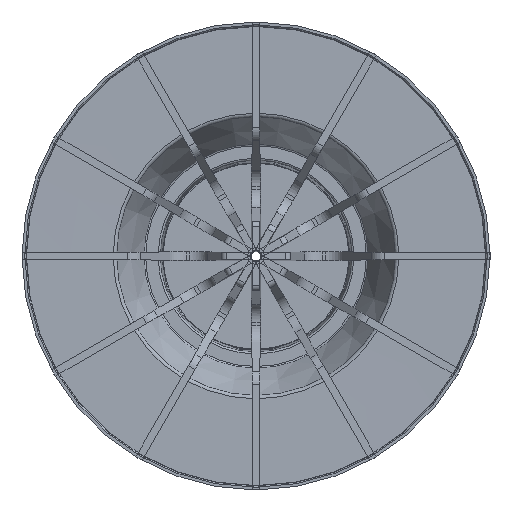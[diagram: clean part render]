
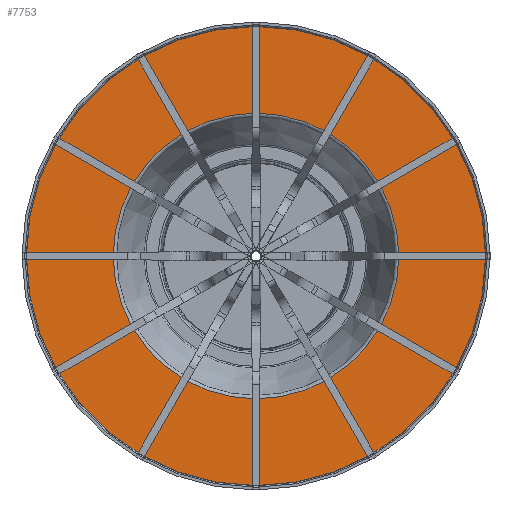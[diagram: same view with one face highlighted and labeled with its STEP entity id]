
A CAD part, top view. The second image highlights one B-rep face of the part: STEP entity #7753.
In plain terms, the highlighted conical face has half-angle 89.5 degrees and reference radius 994.756 mm.
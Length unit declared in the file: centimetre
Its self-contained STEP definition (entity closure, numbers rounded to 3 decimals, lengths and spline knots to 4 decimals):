
#511=LINE('',#11496,#1327);
#1327=VECTOR('',#9077,99.4756);
#2143=CONICAL_SURFACE('',#8222,99.4756,1.562);
#2185=FACE_OUTER_BOUND('',#2617,.T.);
#2617=EDGE_LOOP('',(#5156,#5157,#5158,#5159,#5160,#5161));
#3060=CIRCLE('',#8219,76.2964);
#3061=CIRCLE('',#8220,76.2964);
#3063=CIRCLE('',#8223,122.6548);
#3064=CIRCLE('',#8224,122.6548);
#3124=VERTEX_POINT('',#11489);
#3125=VERTEX_POINT('',#11490);
#3126=VERTEX_POINT('',#11495);
#3127=VERTEX_POINT('',#11497);
#3930=EDGE_CURVE('',#3124,#3125,#3060,.T.);
#3931=EDGE_CURVE('',#3125,#3124,#3061,.T.);
#3933=EDGE_CURVE('',#3124,#3126,#511,.T.);
#3934=EDGE_CURVE('',#3127,#3126,#3063,.T.);
#3935=EDGE_CURVE('',#3126,#3127,#3064,.T.);
#5156=ORIENTED_EDGE('',*,*,#3930,.T.);
#5157=ORIENTED_EDGE('',*,*,#3931,.T.);
#5158=ORIENTED_EDGE('',*,*,#3933,.T.);
#5159=ORIENTED_EDGE('',*,*,#3934,.F.);
#5160=ORIENTED_EDGE('',*,*,#3935,.F.);
#5161=ORIENTED_EDGE('',*,*,#3933,.F.);
#7753=ADVANCED_FACE('',(#2185),#2143,.F.);
#8219=AXIS2_PLACEMENT_3D('',#11491,#9069,#9070);
#8220=AXIS2_PLACEMENT_3D('',#11492,#9071,#9072);
#8222=AXIS2_PLACEMENT_3D('',#11494,#9075,#9076);
#8223=AXIS2_PLACEMENT_3D('',#11498,#9078,#9079);
#8224=AXIS2_PLACEMENT_3D('',#11499,#9080,#9081);
#9069=DIRECTION('center_axis',(0.,0.,-1.));
#9070=DIRECTION('ref_axis',(1.,0.,0.));
#9071=DIRECTION('center_axis',(0.,0.,-1.));
#9072=DIRECTION('ref_axis',(1.,0.,0.));
#9075=DIRECTION('center_axis',(0.,0.,1.));
#9076=DIRECTION('ref_axis',(1.,0.,0.));
#9077=DIRECTION('',(-1.,0.,0.009));
#9078=DIRECTION('center_axis',(0.,0.,-1.));
#9079=DIRECTION('ref_axis',(1.,0.,0.));
#9080=DIRECTION('center_axis',(0.,0.,-1.));
#9081=DIRECTION('ref_axis',(1.,0.,0.));
#11489=CARTESIAN_POINT('',(977.157,405.418,26.6932));
#11490=CARTESIAN_POINT('',(1053.4534,329.1216,26.6932));
#11491=CARTESIAN_POINT('Origin',(1053.4534,405.418,26.6932));
#11492=CARTESIAN_POINT('Origin',(1053.4534,405.418,26.6932));
#11494=CARTESIAN_POINT('Origin',(1053.4534,405.418,26.8955));
#11495=CARTESIAN_POINT('',(930.7986,405.418,27.0978));
#11496=CARTESIAN_POINT('',(953.9778,405.418,26.8955));
#11497=CARTESIAN_POINT('',(1053.4534,282.7632,27.0978));
#11498=CARTESIAN_POINT('Origin',(1053.4534,405.418,27.0978));
#11499=CARTESIAN_POINT('Origin',(1053.4534,405.418,27.0978));
